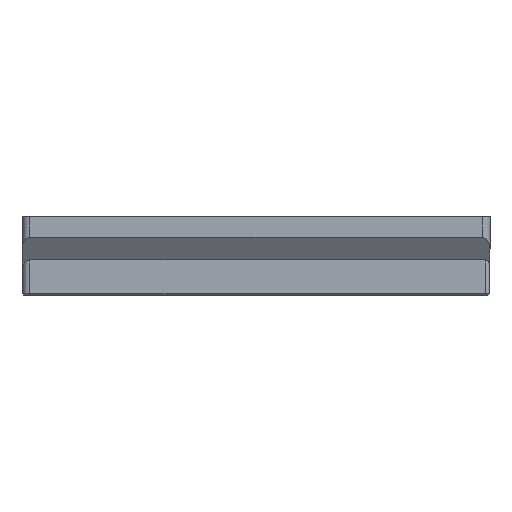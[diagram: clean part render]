
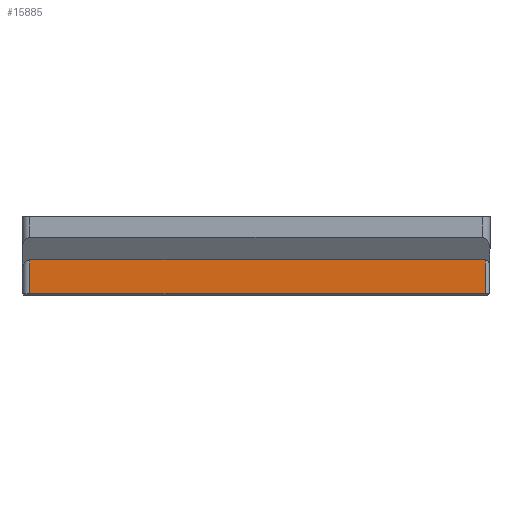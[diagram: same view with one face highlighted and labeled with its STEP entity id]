
A CAD part, left-side view. The second image highlights one B-rep face of the part: STEP entity #15885.
In plain terms, the highlighted planar face has unit normal (-1, 0, 0).
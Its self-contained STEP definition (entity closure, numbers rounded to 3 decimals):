
#1116=LINE('',#25091,#2525);
#1119=LINE('',#25097,#2528);
#1120=LINE('',#25098,#2529);
#1121=LINE('',#25099,#2530);
#2525=VECTOR('',#19515,10.);
#2528=VECTOR('',#19520,10.);
#2529=VECTOR('',#19521,10.);
#2530=VECTOR('',#19522,1.);
#4269=PLANE('',#17043);
#4786=FACE_OUTER_BOUND('',#5712,.T.);
#5712=EDGE_LOOP('',(#11861,#11862,#11863,#11864));
#7164=VERTEX_POINT('',#25089);
#7165=VERTEX_POINT('',#25090);
#7166=VERTEX_POINT('',#25095);
#7167=VERTEX_POINT('',#25096);
#8921=EDGE_CURVE('',#7164,#7165,#1116,.T.);
#8924=EDGE_CURVE('',#7166,#7167,#1119,.T.);
#8925=EDGE_CURVE('',#7167,#7165,#1120,.T.);
#8926=EDGE_CURVE('',#7166,#7164,#1121,.T.);
#11861=ORIENTED_EDGE('',*,*,#8924,.T.);
#11862=ORIENTED_EDGE('',*,*,#8925,.T.);
#11863=ORIENTED_EDGE('',*,*,#8921,.F.);
#11864=ORIENTED_EDGE('',*,*,#8926,.F.);
#15885=ADVANCED_FACE('',(#4786),#4269,.T.);
#17043=AXIS2_PLACEMENT_3D('',#25094,#19518,#19519);
#19515=DIRECTION('',(0.,1.,0.));
#19518=DIRECTION('center_axis',(-1.,0.,0.));
#19519=DIRECTION('ref_axis',(0.,0.,
-1.));
#19520=DIRECTION('',(0.,1.,0.));
#19521=DIRECTION('',(0.,0.,-1.));
#19522=DIRECTION('',(0.,0.,-1.));
#25089=CARTESIAN_POINT('',(-94.661,226.297,0.4));
#25090=CARTESIAN_POINT('',(-94.661,342.107,0.4));
#25091=CARTESIAN_POINT('',(-94.661,373.357,0.4));
#25094=CARTESIAN_POINT('Origin',(-94.661,393.607,9.));
#25095=CARTESIAN_POINT('',(-94.661,226.297,9.));
#25096=CARTESIAN_POINT('',(-94.661,342.107,9.));
#25097=CARTESIAN_POINT('',(-94.661,268.607,9.));
#25098=CARTESIAN_POINT('',(-94.661,342.107,14.5));
#25099=CARTESIAN_POINT('',(-94.661,226.297,20.));
